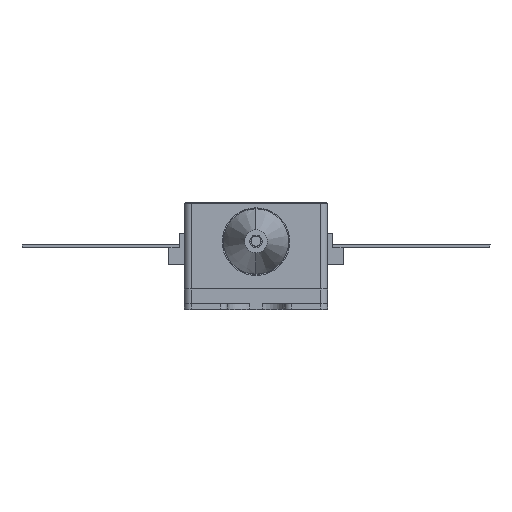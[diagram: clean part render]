
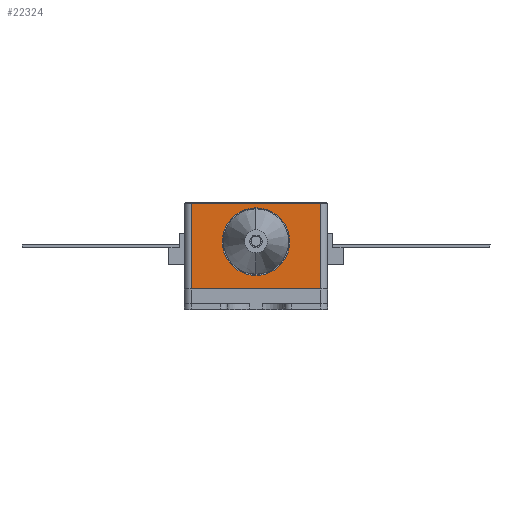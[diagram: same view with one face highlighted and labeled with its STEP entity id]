
A CAD part, top view. The second image highlights one B-rep face of the part: STEP entity #22324.
In plain terms, the highlighted planar face has unit normal (0, 0, 1).
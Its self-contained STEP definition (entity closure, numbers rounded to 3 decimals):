
#7553 = CARTESIAN_POINT ( 'NONE',  ( -5.75, 0., 25.4 ) ) ;
#7598 = DIRECTION ( 'NONE',  ( 1., 0., 0. ) ) ;
#7599 = VECTOR ( 'NONE', #7598, 1000. ) ;
#7600 = CARTESIAN_POINT ( 'NONE',  ( -6.35, 0., 25.4 ) ) ;
#7601 = LINE ( 'NONE', #7600, #7599 ) ;
#7625 = AXIS2_PLACEMENT_3D ( 'NONE', #7658, #7657, #7656 ) ;
#7630 = AXIS2_PLACEMENT_3D ( 'NONE', #7665, #7664, #7663 ) ;
#7631 = CARTESIAN_POINT ( 'NONE',  ( 5.75, 7.6, 25.4 ) ) ;
#7639 = PLANE ( 'NONE',  #7630 ) ;
#7640 = CIRCLE ( 'NONE', #7654, 1.587 ) ;
#7642 = FACE_OUTER_BOUND ( 'NONE', #22346, .T. ) ;
#7644 = FACE_BOUND ( 'NONE', #22290, .T. ) ;
#7648 = VECTOR ( 'NONE', #7662, 1000. ) ;
#7649 = LINE ( 'NONE', #7655, #7648 ) ;
#7650 = LINE ( 'NONE', #7661, #7660 ) ;
#7651 = DIRECTION ( 'NONE',  ( 1., 0., 0. ) ) ;
#7652 = DIRECTION ( 'NONE',  ( 0., 0., 1. ) ) ;
#7653 = CARTESIAN_POINT ( 'NONE',  ( 0., 4.2, 25.4 ) ) ;
#7654 = AXIS2_PLACEMENT_3D ( 'NONE', #7653, #7652, #7651 ) ;
#7655 = CARTESIAN_POINT ( 'NONE',  ( -6.35, 7.6, 25.4 ) ) ;
#7656 = DIRECTION ( 'NONE',  ( 1., 0., 0. ) ) ;
#7657 = DIRECTION ( 'NONE',  ( 0., 0., 1. ) ) ;
#7658 = CARTESIAN_POINT ( 'NONE',  ( 0., 4.2, 25.4 ) ) ;
#7659 = CARTESIAN_POINT ( 'NONE',  ( 5.75, 0., 25.4 ) ) ;
#7660 = VECTOR ( 'NONE', #7693, 1000. ) ;
#7661 = CARTESIAN_POINT ( 'NONE',  ( -5.75, 0., 25.4 ) ) ;
#7662 = DIRECTION ( 'NONE',  ( -1., 0., 0. ) ) ;
#7663 = DIRECTION ( 'NONE',  ( 1., 0., 0. ) ) ;
#7664 = DIRECTION ( 'NONE',  ( 0., 0., 1. ) ) ;
#7665 = CARTESIAN_POINT ( 'NONE',  ( -6.35, 0., 25.4 ) ) ;
#7667 = CIRCLE ( 'NONE', #7625, 1.587 ) ;
#7672 = CARTESIAN_POINT ( 'NONE',  ( 1.587, 4.2, 25.4 ) ) ;
#7686 = DIRECTION ( 'NONE',  ( 0., 1., 0. ) ) ;
#7687 = VECTOR ( 'NONE', #7686, 1000. ) ;
#7688 = CARTESIAN_POINT ( 'NONE',  ( 5.75, 7.6, 25.4 ) ) ;
#7689 = LINE ( 'NONE', #7688, #7687 ) ;
#7693 = DIRECTION ( 'NONE',  ( 0., -1., 0. ) ) ;
#7710 = CARTESIAN_POINT ( 'NONE',  ( -5.75, 7.6, 25.4 ) ) ;
#7713 = CARTESIAN_POINT ( 'NONE',  ( -1.587, 4.2, 25.4 ) ) ;
#22290 = EDGE_LOOP ( 'NONE', ( #22326, #22325 ) ) ;
#22295 = VERTEX_POINT ( 'NONE', #7553 ) ;
#22317 = ORIENTED_EDGE ( 'NONE', *, *, #22334, .T. ) ;
#22318 = EDGE_CURVE ( 'NONE', #22295, #22333, #7601, .T. ) ;
#22319 = ORIENTED_EDGE ( 'NONE', *, *, #22336, .T. ) ;
#22324 = ADVANCED_FACE ( 'NONE', ( #7644, #7642 ), #7639, .T. ) ;
#22325 = ORIENTED_EDGE ( 'NONE', *, *, #22327, .F. ) ;
#22326 = ORIENTED_EDGE ( 'NONE', *, *, #22328, .F. ) ;
#22327 = EDGE_CURVE ( 'NONE', #22347, #22342, #7667, .T. ) ;
#22328 = EDGE_CURVE ( 'NONE', #22342, #22347, #7640, .T. ) ;
#22329 = EDGE_CURVE ( 'NONE', #22331, #22345, #7649, .T. ) ;
#22330 = ORIENTED_EDGE ( 'NONE', *, *, #22318, .T. ) ;
#22331 = VERTEX_POINT ( 'NONE', #7631 ) ;
#22332 = ORIENTED_EDGE ( 'NONE', *, *, #22329, .T. ) ;
#22333 = VERTEX_POINT ( 'NONE', #7659 ) ;
#22334 = EDGE_CURVE ( 'NONE', #22345, #22295, #7650, .T. ) ;
#22336 = EDGE_CURVE ( 'NONE', #22333, #22331, #7689, .T. ) ;
#22342 = VERTEX_POINT ( 'NONE', #7672 ) ;
#22345 = VERTEX_POINT ( 'NONE', #7710 ) ;
#22346 = EDGE_LOOP ( 'NONE', ( #22332, #22317, #22330, #22319 ) ) ;
#22347 = VERTEX_POINT ( 'NONE', #7713 ) ;
